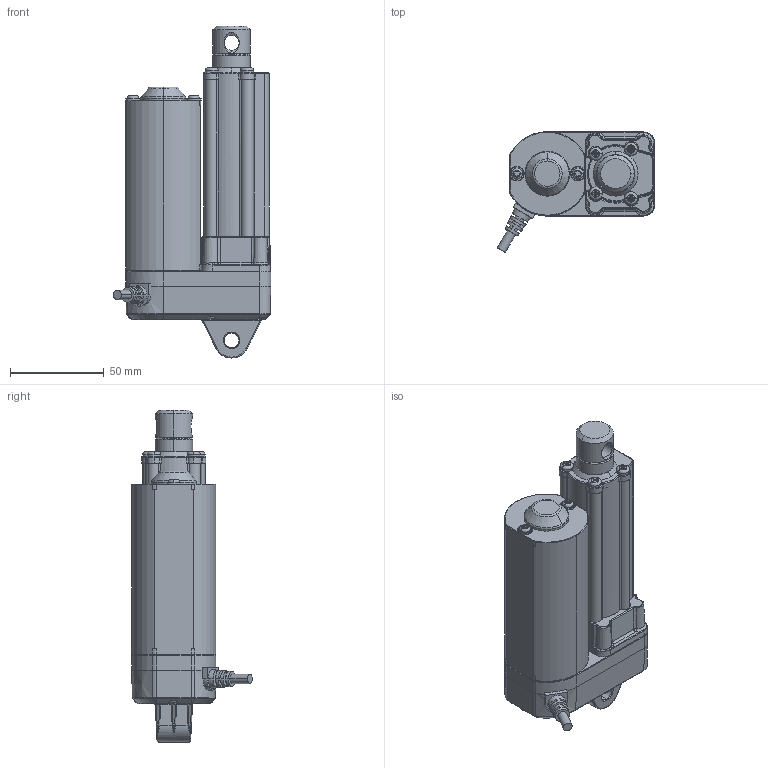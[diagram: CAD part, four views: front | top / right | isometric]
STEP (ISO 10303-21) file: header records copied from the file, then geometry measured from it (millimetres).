
FILE_DESCRIPTION (( 'STEP AP214' ), '1' );
FILE_NAME ('TA2P_Web.STEP', '2015-03-19T03:34:03', ( '' ), ( '' ), 'SwSTEP 2.0', 'SolidWorks 2010', '' );
FILE_SCHEMA (( 'AUTOMOTIVE_DESIGN' ));
Length unit declared in the file: millimetre
Products named in the file (1): TA2P_Web
Bounding box: 84.15 x 64.39 x 177.41 mm (x, y, z)
Volume: 308067 mm3; surface area: 65546.1 mm2
Topology: 1 solids, 31 shells, 2293 faces, 5507 edges, 3188 vertices
Faces by surface type: cylinder 793, plane 502, torus 427, cone 322, bspline 247, sphere 2
Entity records: 114236 total; most frequent: CARTESIAN_POINT 37657, DIRECTION 11098, ORIENTED_EDGE 10802, EDGE_CURVE 5401, AXIS2_PLACEMENT_3D 4615, VERTEX_POINT 3188, CIRCLE 2568, EDGE_LOOP 2359
